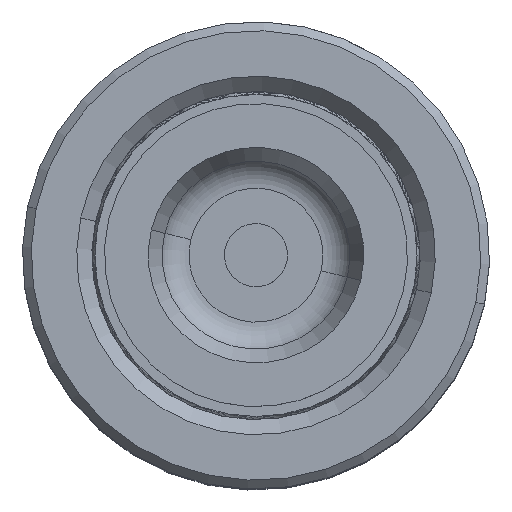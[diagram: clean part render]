
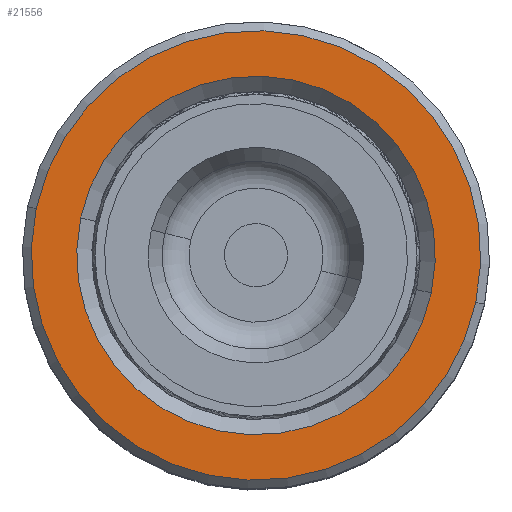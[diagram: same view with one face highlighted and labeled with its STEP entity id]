
A CAD part, top view. The second image highlights one B-rep face of the part: STEP entity #21556.
In plain terms, the highlighted planar face has unit normal (0, 0, 1).
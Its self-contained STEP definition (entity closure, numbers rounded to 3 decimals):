
#4559 = EDGE_CURVE ( 'NONE', #7491, #26249, #25697, .T. ) ;
#4896 = CIRCLE ( 'NONE', #7142, 17.8 ) ;
#5280 = CARTESIAN_POINT ( 'NONE',  ( 0., 0., 50. ) ) ;
#5546 = DIRECTION ( 'NONE',  ( 0., 0., 1. ) ) ;
#5768 = EDGE_CURVE ( 'NONE', #26249, #7491, #26542, .T. ) ;
#7127 = EDGE_CURVE ( 'NONE', #30250, #9134, #4896, .T. ) ;
#7142 = AXIS2_PLACEMENT_3D ( 'NONE', #7504, #10302, #26765 ) ;
#7491 = VERTEX_POINT ( 'NONE', #9656 ) ;
#7504 = CARTESIAN_POINT ( 'NONE',  ( 0., 0., 50. ) ) ;
#7863 = DIRECTION ( 'NONE',  ( 1., 0., 0. ) ) ;
#8660 = DIRECTION ( 'NONE',  ( 0., 0., 1. ) ) ;
#9134 = VERTEX_POINT ( 'NONE', #28363 ) ;
#9656 = CARTESIAN_POINT ( 'NONE',  ( -14.2, 0., 50. ) ) ;
#10300 = CARTESIAN_POINT ( 'NONE',  ( 14.2, 0., 50. ) ) ;
#10302 = DIRECTION ( 'NONE',  ( 0., 0., 1. ) ) ;
#10478 = CIRCLE ( 'NONE', #27268, 17.8 ) ;
#11090 = ORIENTED_EDGE ( 'NONE', *, *, #28429, .T. ) ;
#11197 = CARTESIAN_POINT ( 'NONE',  ( 0., 0., 50. ) ) ;
#14992 = AXIS2_PLACEMENT_3D ( 'NONE', #29408, #32416, #32176 ) ;
#16625 = DIRECTION ( 'NONE',  ( 1., 0., 0. ) ) ;
#17662 = AXIS2_PLACEMENT_3D ( 'NONE', #11197, #5546, #21725 ) ;
#19073 = CARTESIAN_POINT ( 'NONE',  ( 17.8, 0., 50. ) ) ;
#21281 = ORIENTED_EDGE ( 'NONE', *, *, #5768, .T. ) ;
#21413 = EDGE_LOOP ( 'NONE', ( #11090, #33096 ) ) ;
#21556 = ADVANCED_FACE ( 'NONE', ( #27130, #29722 ), #27080, .T. ) ;
#21725 = DIRECTION ( 'NONE',  ( 1., 0., 0. ) ) ;
#21907 = ORIENTED_EDGE ( 'NONE', *, *, #4559, .T. ) ;
#24421 = CARTESIAN_POINT ( 'NONE',  ( 0., 0., 50. ) ) ;
#25697 = CIRCLE ( 'NONE', #31670, 14.2 ) ;
#26249 = VERTEX_POINT ( 'NONE', #10300 ) ;
#26542 = CIRCLE ( 'NONE', #14992, 14.2 ) ;
#26620 = EDGE_LOOP ( 'NONE', ( #21281, #21907 ) ) ;
#26765 = DIRECTION ( 'NONE',  ( 1., 0., 0. ) ) ;
#27080 = PLANE ( 'NONE',  #17662 ) ;
#27130 = FACE_OUTER_BOUND ( 'NONE', #21413, .T. ) ;
#27268 = AXIS2_PLACEMENT_3D ( 'NONE', #5280, #8660, #16625 ) ;
#28363 = CARTESIAN_POINT ( 'NONE',  ( -17.8, 0., 50. ) ) ;
#28429 = EDGE_CURVE ( 'NONE', #9134, #30250, #10478, .T. ) ;
#29408 = CARTESIAN_POINT ( 'NONE',  ( 0., 0., 50. ) ) ;
#29722 = FACE_BOUND ( 'NONE', #26620, .T. ) ;
#29888 = DIRECTION ( 'NONE',  ( 0., 0., -1. ) ) ;
#30250 = VERTEX_POINT ( 'NONE', #19073 ) ;
#31670 = AXIS2_PLACEMENT_3D ( 'NONE', #24421, #29888, #7863 ) ;
#32176 = DIRECTION ( 'NONE',  ( 1., 0., 0. ) ) ;
#32416 = DIRECTION ( 'NONE',  ( 0., 0., -1. ) ) ;
#33096 = ORIENTED_EDGE ( 'NONE', *, *, #7127, .T. ) ;
